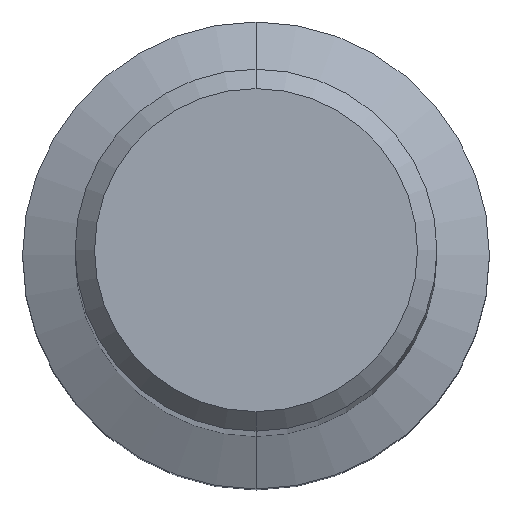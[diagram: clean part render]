
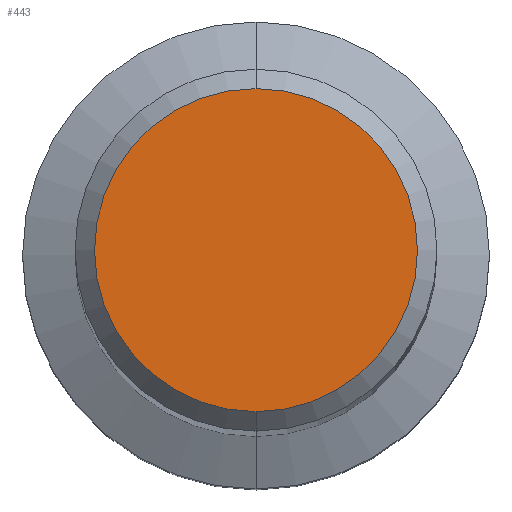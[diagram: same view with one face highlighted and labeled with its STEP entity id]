
A CAD part, top view. The second image highlights one B-rep face of the part: STEP entity #443.
In plain terms, the highlighted planar face has unit normal (0, 0, 1).
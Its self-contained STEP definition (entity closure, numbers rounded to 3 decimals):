
#217=EDGE_CURVE('',#403,#303,#574,.T.);
#303=VERTEX_POINT('',#665);
#403=VERTEX_POINT('',#776);
#443=ADVANCED_FACE('',(#819),#820,.T.);
#455=EDGE_CURVE('',#303,#403,#834,.T.);
#574=CIRCLE('',#1003,4.15);
#665=CARTESIAN_POINT('',(0.,-4.15,0.0));
#776=CARTESIAN_POINT('',(0.0,4.15,0.0));
#819=FACE_OUTER_BOUND('',#1424,.T.);
#820=PLANE('',#1425);
#834=CIRCLE('',#1445,4.15);
#1003=AXIS2_PLACEMENT_3D('',#1675,#1676,#1677);
#1424=EDGE_LOOP('',(#1932,#1933));
#1425=AXIS2_PLACEMENT_3D('',#1934,#1935,#1936);
#1445=AXIS2_PLACEMENT_3D('',#1959,#1960,#1961);
#1675=CARTESIAN_POINT('',(0.0,0.0,0.0));
#1676=DIRECTION('',(0.0,0.0,-1.0));
#1677=DIRECTION('',(0.0,1.0,0.0));
#1932=ORIENTED_EDGE('',*,*,#217,.F.);
#1933=ORIENTED_EDGE('',*,*,#455,.F.);
#1934=CARTESIAN_POINT('',(0.0,2.075,0.0));
#1935=DIRECTION('',(-0.0,0.0,1.0));
#1936=DIRECTION('',(0.0,-1.0,0.0));
#1959=CARTESIAN_POINT('',(0.0,0.0,0.0));
#1960=DIRECTION('',(0.0,0.0,-1.0));
#1961=DIRECTION('',(0.0,1.0,0.0));
